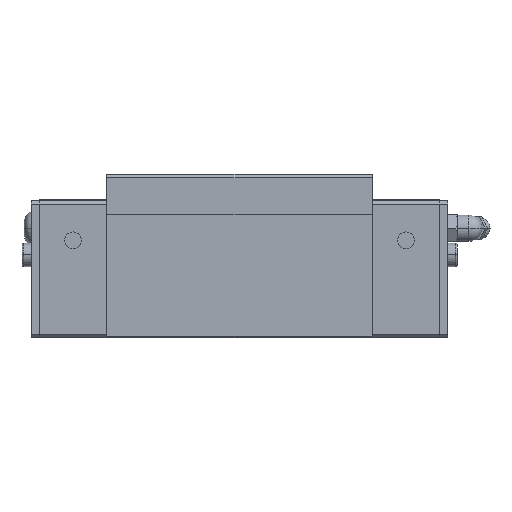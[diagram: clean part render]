
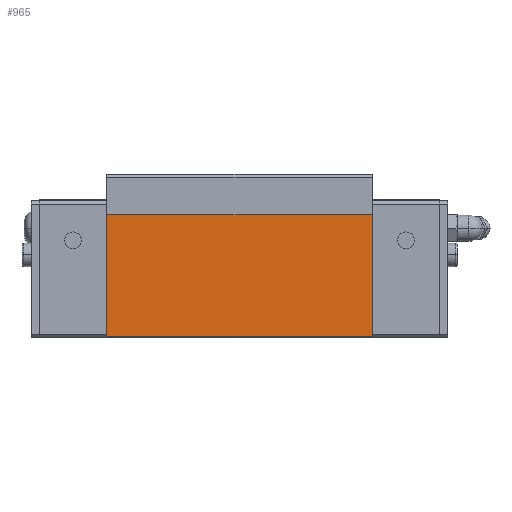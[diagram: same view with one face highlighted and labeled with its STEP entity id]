
A CAD part, left-side view. The second image highlights one B-rep face of the part: STEP entity #965.
In plain terms, the highlighted planar face has unit normal (-1, 0, 0).
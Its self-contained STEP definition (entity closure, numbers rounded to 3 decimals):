
#965=ADVANCED_FACE('',(#1991),#1992,.T.);
#1991=FACE_OUTER_BOUND('',#3057,.T.);
#1992=PLANE('',#3058);
#3057=EDGE_LOOP('',(#5951,#5952,#5953,#5954,#5955,#5956));
#3058=AXIS2_PLACEMENT_3D('',#5957,#5958,#5959);
#5951=ORIENTED_EDGE('',*,*,#7341,.F.);
#5952=ORIENTED_EDGE('',*,*,#7371,.F.);
#5953=ORIENTED_EDGE('',*,*,#7242,.F.);
#5954=ORIENTED_EDGE('',*,*,#7158,.F.);
#5955=ORIENTED_EDGE('',*,*,#7369,.T.);
#5956=ORIENTED_EDGE('',*,*,#6712,.F.);
#5957=CARTESIAN_POINT('',(-34.4,62.001,15.5));
#5958=DIRECTION('',(-1.0,0.0,0.0));
#5959=DIRECTION('',(0.0,0.0,1.0));
#6712=EDGE_CURVE('',#8182,#8183,#8184,.T.);
#7158=EDGE_CURVE('',#8840,#8841,#8842,.T.);
#7242=EDGE_CURVE('',#8841,#8961,#8962,.T.);
#7341=EDGE_CURVE('',#9064,#8182,#9066,.T.);
#7369=EDGE_CURVE('',#8840,#8183,#9094,.T.);
#7371=EDGE_CURVE('',#8961,#9064,#9096,.T.);
#8182=VERTEX_POINT('',#10384);
#8183=VERTEX_POINT('',#10385);
#8184=LINE('',#10386,#10387);
#8840=VERTEX_POINT('',#11608);
#8841=VERTEX_POINT('',#11609);
#8842=LINE('',#11610,#11611);
#8961=VERTEX_POINT('',#11784);
#8962=LINE('',#11785,#11786);
#9064=VERTEX_POINT('',#11935);
#9066=LINE('',#11938,#11939);
#9094=LINE('',#11979,#11980);
#9096=LINE('',#11982,#11983);
#10384=CARTESIAN_POINT('',(-34.4,101.501,7.41));
#10385=CARTESIAN_POINT('',(-34.4,101.501,43.0));
#10386=CARTESIAN_POINT('',(-34.4,101.501,23.125));
#10387=VECTOR('',#12701,1.0);
#11608=CARTESIAN_POINT('',(-34.4,22.501,43.0));
#11609=CARTESIAN_POINT('',(-34.4,22.501,7.41));
#11610=CARTESIAN_POINT('',(-34.4,22.501,23.125));
#11611=VECTOR('',#13125,1.0);
#11784=CARTESIAN_POINT('',(-34.4,22.501,6.9));
#11785=CARTESIAN_POINT('',(-34.4,22.501,23.125));
#11786=VECTOR('',#13198,1.0);
#11935=CARTESIAN_POINT('',(-34.4,101.501,6.9));
#11938=CARTESIAN_POINT('',(-34.4,101.501,23.125));
#11939=VECTOR('',#13259,1.0);
#11979=CARTESIAN_POINT('',(-34.4,62.001,43.0));
#11980=VECTOR('',#13284,1.0);
#11982=CARTESIAN_POINT('',(-34.4,81.751,6.9));
#11983=VECTOR('',#13285,1.0);
#12701=DIRECTION('',(0.0,0.0,1.0));
#13125=DIRECTION('',(-0.0,-0.0,-1.0));
#13198=DIRECTION('',(-0.0,-0.0,-1.0));
#13259=DIRECTION('',(0.0,0.0,1.0));
#13284=DIRECTION('',(0.0,1.0,0.0));
#13285=DIRECTION('',(0.0,1.0,-0.0));
